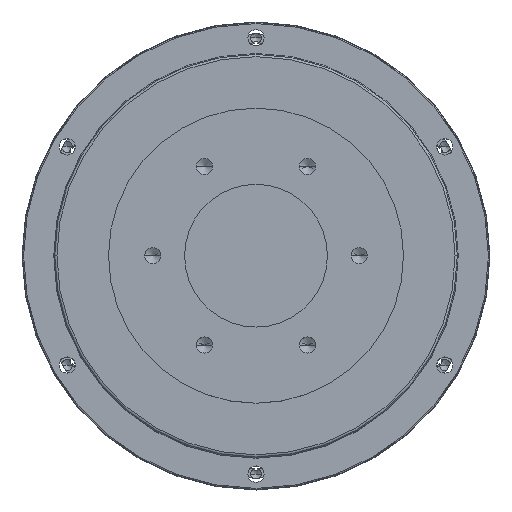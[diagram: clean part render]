
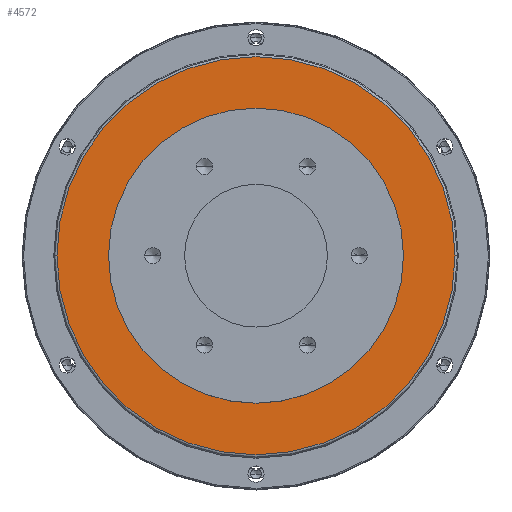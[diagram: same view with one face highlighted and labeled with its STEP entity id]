
A CAD part, top view. The second image highlights one B-rep face of the part: STEP entity #4572.
In plain terms, the highlighted planar face has unit normal (0, 0, 1).
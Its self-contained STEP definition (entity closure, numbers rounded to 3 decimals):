
#1742=CARTESIAN_POINT('',(0.,0.,106.));
#1743=DIRECTION('',(0.,0.,1.));
#1744=DIRECTION('',(1.,0.,0.));
#1745=AXIS2_PLACEMENT_3D('',#1742,#1743,#1744);
#1747=CARTESIAN_POINT('',(0.,0.,106.));
#1748=DIRECTION('',(0.,0.,1.));
#1749=DIRECTION('',(-1.,0.,0.));
#1750=AXIS2_PLACEMENT_3D('',#1747,#1748,#1749);
#1752=CARTESIAN_POINT('',(0.,0.,106.));
#1753=DIRECTION('',(0.,0.,-1.));
#1754=DIRECTION('',(1.,0.,0.));
#1755=AXIS2_PLACEMENT_3D('',#1752,#1753,#1754);
#1757=CARTESIAN_POINT('',(0.,0.,106.));
#1758=DIRECTION('',(0.,0.,-1.));
#1759=DIRECTION('',(-1.,0.,0.));
#1760=AXIS2_PLACEMENT_3D('',#1757,#1758,#1759);
#2247=CARTESIAN_POINT('',(93.,0.,106.));
#2249=VERTEX_POINT('',#2247);
#2251=CARTESIAN_POINT('',(-93.,0.,106.));
#2253=VERTEX_POINT('',#2251);
#2267=CARTESIAN_POINT('',(-125.5,0.,106.));
#2268=VERTEX_POINT('',#2267);
#2269=CARTESIAN_POINT('',(125.5,0.,106.));
#2270=VERTEX_POINT('',#2269);
#4556=CARTESIAN_POINT('',(0.,0.,106.));
#4557=DIRECTION('',(0.,0.,1.));
#4558=DIRECTION('',(1.,0.,0.));
#4559=AXIS2_PLACEMENT_3D('',#4556,#4557,#4558);
#4560=PLANE('',#4559);
#4562=ORIENTED_EDGE('',*,*,#4561,.F.);
#4563=ORIENTED_EDGE('',*,*,#4546,.F.);
#4564=EDGE_LOOP('',(#4562,#4563));
#4565=FACE_OUTER_BOUND('',#4564,.F.);
#4567=ORIENTED_EDGE('',*,*,#4566,.F.);
#4569=ORIENTED_EDGE('',*,*,#4568,.F.);
#4570=EDGE_LOOP('',(#4567,#4569));
#4571=FACE_BOUND('',#4570,.F.);
#4572=ADVANCED_FACE('',(#4565,#4571),#4560,.T.);
#1746=CIRCLE('',#1745,125.5);
#1751=CIRCLE('',#1750,125.5);
#1756=CIRCLE('',#1755,93.);
#1761=CIRCLE('',#1760,93.);
#4546=EDGE_CURVE('',#2268,#2270,#1751,.T.);
#4561=EDGE_CURVE('',#2270,#2268,#1746,.T.);
#4566=EDGE_CURVE('',#2249,#2253,#1756,.T.);
#4568=EDGE_CURVE('',#2253,#2249,#1761,.T.);
